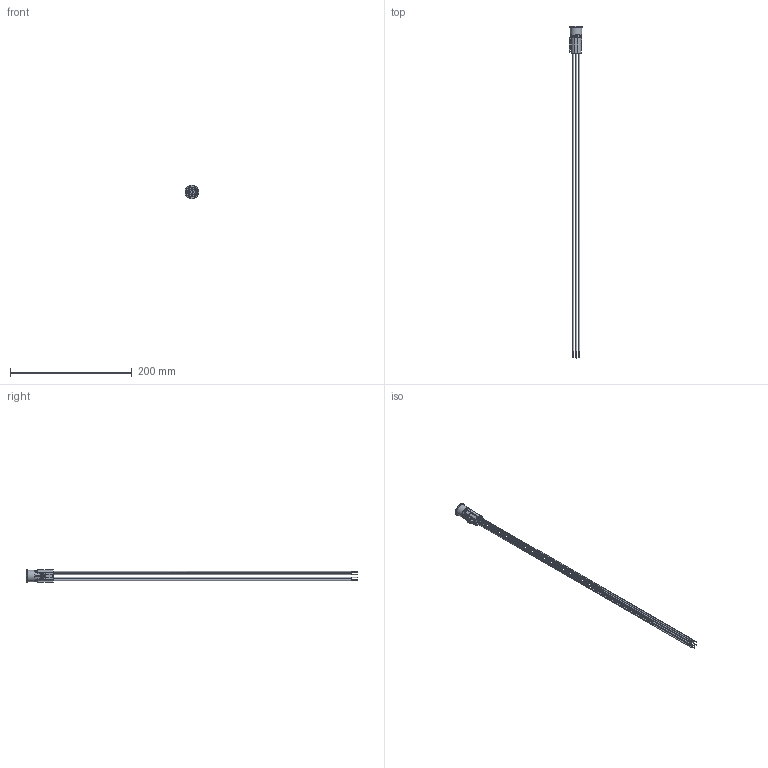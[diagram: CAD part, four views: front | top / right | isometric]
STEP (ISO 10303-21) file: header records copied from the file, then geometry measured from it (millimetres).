
FILE_DESCRIPTION(/* description */ (''),/* implementation_level */ '2;1');
FILE_NAME(/* name */ 'ULV4FPGxx3xx.stp',/* time_stamp */ '2022-04-26T13:12:45-05:00',/* author */ ('mwilliams'),/* organization */ (''),/* preprocessor_version */ 'ST-DEVELOPER v18',/* originating_system */ 'Autodesk Inventor 2020',/* authorisation */ '');
FILE_SCHEMA (('AUTOMOTIVE_DESIGN { 1 0 10303 214 3 1 1 }'));
Length unit declared in the file: millimetre
Products named in the file (1): ULV4FPGxx3xx
Bounding box: 22.45 x 544.5 x 22 mm (x, y, z)
Volume: 19653 mm3; surface area: 31927.3 mm2
Topology: 1 solids, 1 shells, 865 faces, 2533 edges, 1598 vertices
Faces by surface type: plane 632, cylinder 181, bspline 48, torus 2, cone 2
Full cylindrical faces by diameter (mm): 1.04 x8, 1.8 x8, 13 x1, 13.3 x1, 14.7 x1, 17.5 x1, 17.6 x1, 19 x1, 22 x1
Entity records: 30346 total; most frequent: CARTESIAN_POINT 7141, ORIENTED_EDGE 5066, DIRECTION 4633, EDGE_CURVE 2533, LINE 1837, VECTOR 1837, VERTEX_POINT 1598, AXIS2_PLACEMENT_3D 1398
